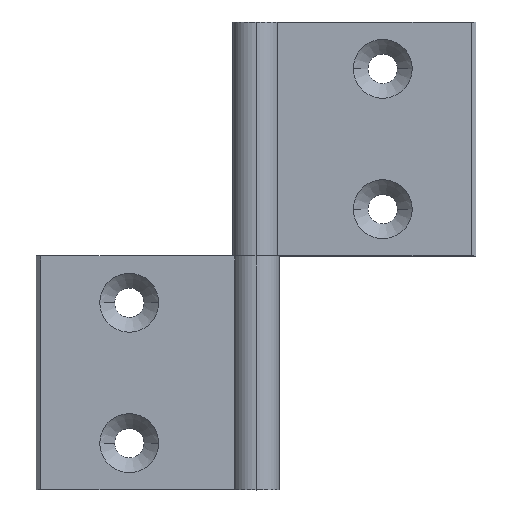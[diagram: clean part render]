
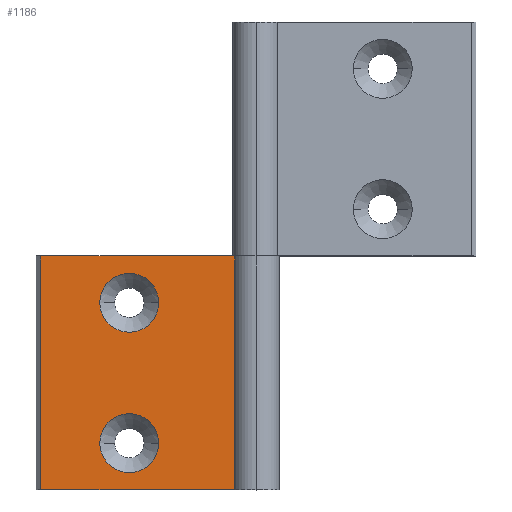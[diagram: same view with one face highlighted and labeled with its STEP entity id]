
A CAD part, top view. The second image highlights one B-rep face of the part: STEP entity #1186.
In plain terms, the highlighted planar face has unit normal (0, 0, 1).
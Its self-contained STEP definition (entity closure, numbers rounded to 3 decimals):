
#1 = DIRECTION ( 'NONE',  ( 0., 0., -1. ) ) ;
#30 = EDGE_CURVE ( 'NONE', #523, #873, #315, .T. ) ;
#53 = CARTESIAN_POINT ( 'NONE',  ( -33.383, -15., 2. ) ) ;
#72 = ORIENTED_EDGE ( 'NONE', *, *, #30, .F. ) ;
#78 = AXIS2_PLACEMENT_3D ( 'NONE', #254, #644, #529 ) ;
#129 = EDGE_CURVE ( 'NONE', #132, #907, #772, .T. ) ;
#132 = VERTEX_POINT ( 'NONE', #494 ) ;
#148 = CARTESIAN_POINT ( 'NONE',  ( -27.083, 15., 2. ) ) ;
#169 = EDGE_LOOP ( 'NONE', ( #72, #641 ) ) ;
#174 = ORIENTED_EDGE ( 'NONE', *, *, #768, .T. ) ;
#180 = DIRECTION ( 'NONE',  ( 0., 0., 1. ) ) ;
#211 = CARTESIAN_POINT ( 'NONE',  ( -46., 25., 2. ) ) ;
#226 = EDGE_CURVE ( 'NONE', #320, #317, #1104, .T. ) ;
#254 = CARTESIAN_POINT ( 'NONE',  ( -27.083, 15., 2. ) ) ;
#289 = VECTOR ( 'NONE', #777, 1000. ) ;
#303 = LINE ( 'NONE', #688, #1067 ) ;
#315 = CIRCLE ( 'NONE', #1033, 6.3 ) ;
#317 = VERTEX_POINT ( 'NONE', #547 ) ;
#320 = VERTEX_POINT ( 'NONE', #1126 ) ;
#326 = DIRECTION ( 'NONE',  ( 0., -1., 0. ) ) ;
#343 = VECTOR ( 'NONE', #1016, 1000. ) ;
#409 = CARTESIAN_POINT ( 'NONE',  ( -20.783, 15., 2. ) ) ;
#449 = EDGE_CURVE ( 'NONE', #1290, #1185, #963, .T. ) ;
#472 = CARTESIAN_POINT ( 'NONE',  ( -20.783, -15., 2. ) ) ;
#490 = LINE ( 'NONE', #561, #861 ) ;
#494 = CARTESIAN_POINT ( 'NONE',  ( -46., -25., 2. ) ) ;
#522 = CARTESIAN_POINT ( 'NONE',  ( -27.083, -15., 2. ) ) ;
#523 = VERTEX_POINT ( 'NONE', #472 ) ;
#529 = DIRECTION ( 'NONE',  ( 1., 0., 0. ) ) ;
#532 = FACE_OUTER_BOUND ( 'NONE', #560, .T. ) ;
#547 = CARTESIAN_POINT ( 'NONE',  ( -4.583, 25., 2. ) ) ;
#550 = CARTESIAN_POINT ( 'NONE',  ( -33.383, 15., 2. ) ) ;
#560 = EDGE_LOOP ( 'NONE', ( #862, #1194, #1268, #174 ) ) ;
#561 = CARTESIAN_POINT ( 'NONE',  ( -4.583, 25., 2. ) ) ;
#573 = DIRECTION ( 'NONE',  ( 1., 0., 0. ) ) ;
#616 = CIRCLE ( 'NONE', #1284, 6.3 ) ;
#641 = ORIENTED_EDGE ( 'NONE', *, *, #670, .F. ) ;
#644 = DIRECTION ( 'NONE',  ( 0., 0., 1. ) ) ;
#670 = EDGE_CURVE ( 'NONE', #873, #523, #1049, .T. ) ;
#688 = CARTESIAN_POINT ( 'NONE',  ( -46., 25., 2. ) ) ;
#704 = DIRECTION ( 'NONE',  ( 0., 0., 1. ) ) ;
#768 = EDGE_CURVE ( 'NONE', #320, #132, #303, .T. ) ;
#772 = LINE ( 'NONE', #1167, #289 ) ;
#777 = DIRECTION ( 'NONE',  ( 1., 0., 0. ) ) ;
#778 = AXIS2_PLACEMENT_3D ( 'NONE', #211, #1, #901 ) ;
#799 = FACE_BOUND ( 'NONE', #169, .T. ) ;
#861 = VECTOR ( 'NONE', #962, 1000. ) ;
#862 = ORIENTED_EDGE ( 'NONE', *, *, #129, .T. ) ;
#868 = ORIENTED_EDGE ( 'NONE', *, *, #1245, .F. ) ;
#873 = VERTEX_POINT ( 'NONE', #53 ) ;
#894 = DIRECTION ( 'NONE',  ( 1., 0., 0. ) ) ;
#901 = DIRECTION ( 'NONE',  ( -1., 0., 0. ) ) ;
#907 = VERTEX_POINT ( 'NONE', #1057 ) ;
#929 = DIRECTION ( 'NONE',  ( 0., 0., 1. ) ) ;
#936 = DIRECTION ( 'NONE',  ( 1., 0., 0. ) ) ;
#962 = DIRECTION ( 'NONE',  ( 0., -1., 0. ) ) ;
#963 = CIRCLE ( 'NONE', #78, 6.3 ) ;
#989 = CARTESIAN_POINT ( 'NONE',  ( -46., 25., 2. ) ) ;
#1013 = FACE_BOUND ( 'NONE', #1108, .T. ) ;
#1016 = DIRECTION ( 'NONE',  ( 1., 0., 0. ) ) ;
#1028 = AXIS2_PLACEMENT_3D ( 'NONE', #522, #704, #894 ) ;
#1033 = AXIS2_PLACEMENT_3D ( 'NONE', #1259, #180, #573 ) ;
#1049 = CIRCLE ( 'NONE', #1028, 6.3 ) ;
#1057 = CARTESIAN_POINT ( 'NONE',  ( -4.583, -25., 2. ) ) ;
#1067 = VECTOR ( 'NONE', #326, 1000. ) ;
#1071 = EDGE_CURVE ( 'NONE', #317, #907, #490, .T. ) ;
#1104 = LINE ( 'NONE', #989, #343 ) ;
#1108 = EDGE_LOOP ( 'NONE', ( #868, #1293 ) ) ;
#1126 = CARTESIAN_POINT ( 'NONE',  ( -46., 25., 2. ) ) ;
#1167 = CARTESIAN_POINT ( 'NONE',  ( -46., -25., 2. ) ) ;
#1185 = VERTEX_POINT ( 'NONE', #409 ) ;
#1186 = ADVANCED_FACE ( 'NONE', ( #1013, #799, #532 ), #1195, .F. ) ;
#1194 = ORIENTED_EDGE ( 'NONE', *, *, #1071, .F. ) ;
#1195 = PLANE ( 'NONE',  #778 ) ;
#1245 = EDGE_CURVE ( 'NONE', #1185, #1290, #616, .T. ) ;
#1259 = CARTESIAN_POINT ( 'NONE',  ( -27.083, -15., 2. ) ) ;
#1268 = ORIENTED_EDGE ( 'NONE', *, *, #226, .F. ) ;
#1284 = AXIS2_PLACEMENT_3D ( 'NONE', #148, #929, #936 ) ;
#1290 = VERTEX_POINT ( 'NONE', #550 ) ;
#1293 = ORIENTED_EDGE ( 'NONE', *, *, #449, .F. ) ;
